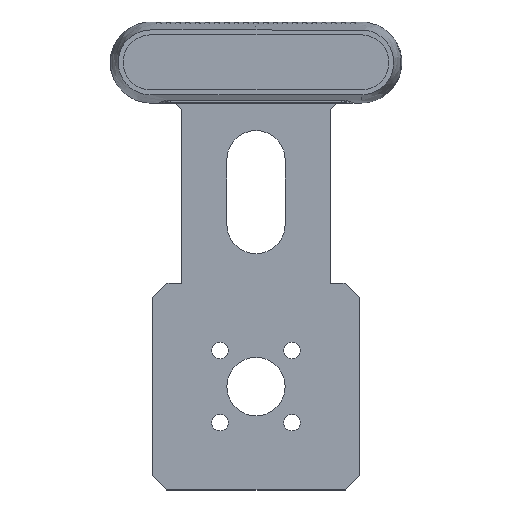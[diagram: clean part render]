
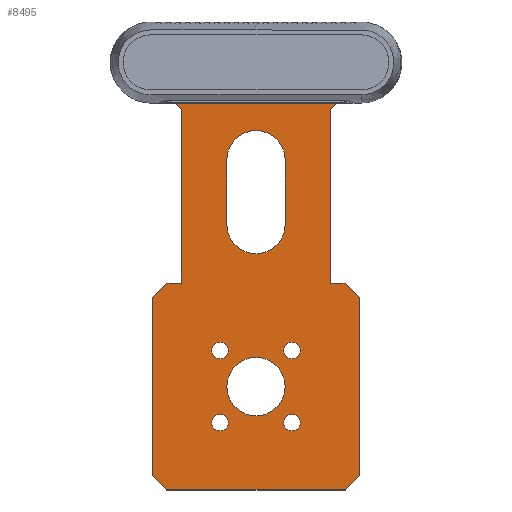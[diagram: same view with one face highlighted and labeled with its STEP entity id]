
A CAD part, top view. The second image highlights one B-rep face of the part: STEP entity #8495.
In plain terms, the highlighted planar face has unit normal (0, 0, 1).
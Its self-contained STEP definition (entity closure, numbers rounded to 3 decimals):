
#616=FACE_BOUND('',#1496,.T.);
#617=FACE_BOUND('',#1497,.T.);
#618=FACE_BOUND('',#1498,.T.);
#619=FACE_BOUND('',#1499,.T.);
#620=FACE_BOUND('',#1500,.T.);
#621=FACE_BOUND('',#1501,.T.);
#622=FACE_BOUND('',#1502,.T.);
#623=FACE_BOUND('',#1503,.T.);
#723=PLANE('',#9057);
#998=FACE_OUTER_BOUND('',#1495,.T.);
#1495=EDGE_LOOP('',(#5970,#5971,#5972,#5973,#5974,#5975,#5976,#5977,#5978,
#5979,#5980,#5981,#5982,#5983,#5984,#5985,#5986,#5987));
#1496=EDGE_LOOP('',(#5988));
#1497=EDGE_LOOP('',(#5989));
#1498=EDGE_LOOP('',(#5990));
#1499=EDGE_LOOP('',(#5991));
#1500=EDGE_LOOP('',(#5992));
#1501=EDGE_LOOP('',(#5993));
#1502=EDGE_LOOP('',(#5994,#5995,#5996,#5997));
#1503=EDGE_LOOP('',(#5998));
#2049=LINE('',#12339,#2747);
#2053=LINE('',#12349,#2751);
#2055=LINE('',#12359,#2753);
#2061=LINE('',#12370,#2759);
#2078=LINE('',#12405,#2776);
#2081=LINE('',#12411,#2779);
#2083=LINE('',#12415,#2781);
#2085=LINE('',#12419,#2783);
#2087=LINE('',#12423,#2785);
#2089=LINE('',#12427,#2787);
#2091=LINE('',#12431,#2789);
#2093=LINE('',#12435,#2791);
#2095=LINE('',#12439,#2793);
#2097=LINE('',#12443,#2795);
#2099=LINE('',#12447,#2797);
#2101=LINE('',#12450,#2799);
#2102=LINE('',#12453,#2800);
#2104=LINE('',#12457,#2802);
#2106=LINE('',#12461,#2804);
#2108=LINE('',#12464,#2806);
#2747=VECTOR('',#9925,10.);
#2751=VECTOR('',#9937,10.);
#2753=VECTOR('',#9947,10.);
#2759=VECTOR('',#9955,10.);
#2776=VECTOR('',#9976,10.);
#2779=VECTOR('',#9981,10.);
#2781=VECTOR('',#9985,10.);
#2783=VECTOR('',#9989,10.);
#2785=VECTOR('',#9993,10.);
#2787=VECTOR('',#9997,10.);
#2789=VECTOR('',#10001,10.);
#2791=VECTOR('',#10005,10.);
#2793=VECTOR('',#10009,10.);
#2795=VECTOR('',#10013,10.);
#2797=VECTOR('',#10017,10.);
#2799=VECTOR('',#10021,10.);
#2800=VECTOR('',#10024,10.);
#2802=VECTOR('',#10028,10.);
#2804=VECTOR('',#10032,10.);
#2806=VECTOR('',#10036,10.);
#3436=CIRCLE('',#9010,2.55);
#3438=CIRCLE('',#9013,2.55);
#3440=CIRCLE('',#9016,1.55);
#3442=CIRCLE('',#9019,2.55);
#3444=CIRCLE('',#9022,2.55);
#3446=CIRCLE('',#9025,1.55);
#3449=CIRCLE('',#9029,9.);
#3451=CIRCLE('',#9033,9.);
#3452=CIRCLE('',#9036,9.);
#3794=VERTEX_POINT('',#12291);
#3796=VERTEX_POINT('',#12297);
#3798=VERTEX_POINT('',#12303);
#3800=VERTEX_POINT('',#12309);
#3802=VERTEX_POINT('',#12315);
#3804=VERTEX_POINT('',#12321);
#3808=VERTEX_POINT('',#12330);
#3809=VERTEX_POINT('',#12332);
#3811=VERTEX_POINT('',#12338);
#3813=VERTEX_POINT('',#12344);
#3814=VERTEX_POINT('',#12351);
#3816=VERTEX_POINT('',#12357);
#3817=VERTEX_POINT('',#12358);
#3821=VERTEX_POINT('',#12368);
#3837=VERTEX_POINT('',#12404);
#3838=VERTEX_POINT('',#12408);
#3839=VERTEX_POINT('',#12410);
#3840=VERTEX_POINT('',#12414);
#3841=VERTEX_POINT('',#12418);
#3842=VERTEX_POINT('',#12422);
#3843=VERTEX_POINT('',#12426);
#3844=VERTEX_POINT('',#12430);
#3845=VERTEX_POINT('',#12434);
#3846=VERTEX_POINT('',#12438);
#3847=VERTEX_POINT('',#12442);
#3848=VERTEX_POINT('',#12446);
#3849=VERTEX_POINT('',#12452);
#3850=VERTEX_POINT('',#12456);
#3851=VERTEX_POINT('',#12460);
#4603=EDGE_CURVE('',#3794,#3794,#3436,.T.);
#4606=EDGE_CURVE('',#3796,#3796,#3438,.T.);
#4609=EDGE_CURVE('',#3798,#3798,#3440,.T.);
#4612=EDGE_CURVE('',#3800,#3800,#3442,.T.);
#4615=EDGE_CURVE('',#3802,#3802,#3444,.T.);
#4618=EDGE_CURVE('',#3804,#3804,#3446,.T.);
#4623=EDGE_CURVE('',#3809,#3808,#3449,.T.);
#4626=EDGE_CURVE('',#3811,#3809,#2049,.T.);
#4629=EDGE_CURVE('',#3813,#3811,#3451,.T.);
#4632=EDGE_CURVE('',#3808,#3813,#2053,.T.);
#4633=EDGE_CURVE('',#3814,#3814,#3452,.T.);
#4636=EDGE_CURVE('',#3816,#3817,#2055,.T.);
#4642=EDGE_CURVE('',#3816,#3821,#2061,.T.);
#4659=EDGE_CURVE('',#3837,#3821,#2078,.T.);
#4662=EDGE_CURVE('',#3839,#3838,#2081,.T.);
#4664=EDGE_CURVE('',#3840,#3839,#2083,.T.);
#4666=EDGE_CURVE('',#3841,#3840,#2085,.T.);
#4668=EDGE_CURVE('',#3842,#3841,#2087,.T.);
#4670=EDGE_CURVE('',#3843,#3842,#2089,.T.);
#4672=EDGE_CURVE('',#3844,#3843,#2091,.T.);
#4674=EDGE_CURVE('',#3845,#3844,#2093,.T.);
#4676=EDGE_CURVE('',#3846,#3845,#2095,.T.);
#4678=EDGE_CURVE('',#3847,#3846,#2097,.T.);
#4680=EDGE_CURVE('',#3848,#3847,#2099,.T.);
#4682=EDGE_CURVE('',#3837,#3848,#2101,.T.);
#4683=EDGE_CURVE('',#3849,#3817,#2102,.T.);
#4685=EDGE_CURVE('',#3850,#3849,#2104,.T.);
#4687=EDGE_CURVE('',#3851,#3850,#2106,.T.);
#4689=EDGE_CURVE('',#3838,#3851,#2108,.T.);
#5970=ORIENTED_EDGE('',*,*,#4636,.F.);
#5971=ORIENTED_EDGE('',*,*,#4642,.T.);
#5972=ORIENTED_EDGE('',*,*,#4659,.F.);
#5973=ORIENTED_EDGE('',*,*,#4682,.T.);
#5974=ORIENTED_EDGE('',*,*,#4680,.T.);
#5975=ORIENTED_EDGE('',*,*,#4678,.T.);
#5976=ORIENTED_EDGE('',*,*,#4676,.T.);
#5977=ORIENTED_EDGE('',*,*,#4674,.T.);
#5978=ORIENTED_EDGE('',*,*,#4672,.T.);
#5979=ORIENTED_EDGE('',*,*,#4670,.T.);
#5980=ORIENTED_EDGE('',*,*,#4668,.T.);
#5981=ORIENTED_EDGE('',*,*,#4666,.T.);
#5982=ORIENTED_EDGE('',*,*,#4664,.T.);
#5983=ORIENTED_EDGE('',*,*,#4662,.T.);
#5984=ORIENTED_EDGE('',*,*,#4689,.T.);
#5985=ORIENTED_EDGE('',*,*,#4687,.T.);
#5986=ORIENTED_EDGE('',*,*,#4685,.T.);
#5987=ORIENTED_EDGE('',*,*,#4683,.T.);
#5988=ORIENTED_EDGE('',*,*,#4603,.T.);
#5989=ORIENTED_EDGE('',*,*,#4606,.T.);
#5990=ORIENTED_EDGE('',*,*,#4609,.T.);
#5991=ORIENTED_EDGE('',*,*,#4612,.T.);
#5992=ORIENTED_EDGE('',*,*,#4615,.T.);
#5993=ORIENTED_EDGE('',*,*,#4618,.T.);
#5994=ORIENTED_EDGE('',*,*,#4629,.T.);
#5995=ORIENTED_EDGE('',*,*,#4626,.T.);
#5996=ORIENTED_EDGE('',*,*,#4623,.T.);
#5997=ORIENTED_EDGE('',*,*,#4632,.T.);
#5998=ORIENTED_EDGE('',*,*,#4633,.T.);
#8495=ADVANCED_FACE('',(#998,#616,#617,#618,#619,#620,#621,#622,#623),#723,
 .T.);
#9010=AXIS2_PLACEMENT_3D('',#12292,#9874,#9875);
#9013=AXIS2_PLACEMENT_3D('',#12298,#9881,#9882);
#9016=AXIS2_PLACEMENT_3D('',#12304,#9888,#9889);
#9019=AXIS2_PLACEMENT_3D('',#12310,#9895,#9896);
#9022=AXIS2_PLACEMENT_3D('',#12316,#9902,#9903);
#9025=AXIS2_PLACEMENT_3D('',#12322,#9909,#9910);
#9029=AXIS2_PLACEMENT_3D('',#12333,#9919,#9920);
#9033=AXIS2_PLACEMENT_3D('',#12345,#9931,#9932);
#9036=AXIS2_PLACEMENT_3D('',#12352,#9940,#9941);
#9057=AXIS2_PLACEMENT_3D('',#12465,#10037,#10038);
#9874=DIRECTION('center_axis',(0.,0.,-1.));
#9875=DIRECTION('ref_axis',(1.,0.,0.));
#9881=DIRECTION('center_axis',(0.,0.,-1.));
#9882=DIRECTION('ref_axis',(1.,0.,0.));
#9888=DIRECTION('center_axis',(0.,0.,-1.));
#9889=DIRECTION('ref_axis',(1.,0.,0.));
#9895=DIRECTION('center_axis',(0.,0.,-1.));
#9896=DIRECTION('ref_axis',(1.,0.,0.));
#9902=DIRECTION('center_axis',(0.,0.,-1.));
#9903=DIRECTION('ref_axis',(1.,0.,0.));
#9909=DIRECTION('center_axis',(0.,0.,-1.));
#9910=DIRECTION('ref_axis',(1.,0.,0.));
#9919=DIRECTION('center_axis',(0.,0.,-1.));
#9920=DIRECTION('ref_axis',(1.,0.,0.));
#9925=DIRECTION('',(0.,1.,0.));
#9931=DIRECTION('center_axis',(0.,0.,-1.));
#9932=DIRECTION('ref_axis',(-1.,0.,0.));
#9937=DIRECTION('',(0.,-1.,0.));
#9940=DIRECTION('center_axis',(0.,0.,-1.));
#9941=DIRECTION('ref_axis',(1.,0.,0.));
#9947=DIRECTION('',(0.707,-0.707,0.));
#9955=DIRECTION('',(-1.,0.,0.));
#9976=DIRECTION('',(0.707,0.707,0.));
#9981=DIRECTION('',(-0.707,0.707,0.));
#9985=DIRECTION('',(0.,1.,0.));
#9989=DIRECTION('',(0.707,0.707,0.));
#9993=DIRECTION('',(1.,0.,0.));
#9997=DIRECTION('',(0.707,-0.707,0.));
#10001=DIRECTION('',(0.,-1.,0.));
#10005=DIRECTION('',(-0.707,-0.707,0.));
#10009=DIRECTION('',(-1.,0.,0.));
#10013=DIRECTION('',(0.,-1.,0.));
#10017=DIRECTION('',(0.707,-0.707,0.));
#10021=DIRECTION('',(0.,-1.,0.));
#10024=DIRECTION('',(0.,1.,0.));
#10028=DIRECTION('',(0.707,0.707,0.));
#10032=DIRECTION('',(0.,1.,0.));
#10036=DIRECTION('',(-1.,0.,0.));
#10037=DIRECTION('center_axis',(0.,0.,1.));
#10038=DIRECTION('ref_axis',(1.,0.,0.));
#12291=CARTESIAN_POINT('',(13.785,43.021,5.));
#12292=CARTESIAN_POINT('Origin',(16.335,43.021,5.));
#12297=CARTESIAN_POINT('',(36.059,43.021,5.));
#12298=CARTESIAN_POINT('Origin',(38.609,43.021,5.));
#12303=CARTESIAN_POINT('',(3.422,131.884,5.));
#12304=CARTESIAN_POINT('Origin',(4.972,131.884,5.));
#12309=CARTESIAN_POINT('',(13.785,20.747,5.));
#12310=CARTESIAN_POINT('Origin',(16.335,20.747,5.));
#12315=CARTESIAN_POINT('',(36.059,20.747,5.));
#12316=CARTESIAN_POINT('Origin',(38.609,20.747,5.));
#12321=CARTESIAN_POINT('',(48.422,131.884,5.));
#12322=CARTESIAN_POINT('Origin',(49.972,131.884,5.));
#12330=CARTESIAN_POINT('',(36.472,101.884,5.));
#12332=CARTESIAN_POINT('',(18.472,101.884,5.));
#12333=CARTESIAN_POINT('Origin',(27.472,101.884,5.));
#12338=CARTESIAN_POINT('',(18.472,81.884,5.));
#12339=CARTESIAN_POINT('',(18.472,76.413,5.));
#12344=CARTESIAN_POINT('',(36.472,81.884,5.));
#12345=CARTESIAN_POINT('Origin',(27.472,81.884,5.));
#12349=CARTESIAN_POINT('',(36.472,86.413,5.));
#12351=CARTESIAN_POINT('',(18.472,31.884,5.));
#12352=CARTESIAN_POINT('Origin',(27.472,31.884,5.));
#12357=CARTESIAN_POINT('',(49.944,141.884,5.));
#12358=CARTESIAN_POINT('',(54.944,136.884,5.));
#12359=CARTESIAN_POINT('',(63.312,128.516,5.));
#12368=CARTESIAN_POINT('',(5.,141.884,5.));
#12370=CARTESIAN_POINT('',(54.944,141.884,5.));
#12404=CARTESIAN_POINT('',(0.,136.884,5.));
#12405=CARTESIAN_POINT('',(-8.367,128.517,5.));
#12408=CARTESIAN_POINT('',(54.944,63.768,5.));
#12410=CARTESIAN_POINT('',(59.356,59.356,5.));
#12411=CARTESIAN_POINT('',(59.356,59.356,5.));
#12414=CARTESIAN_POINT('',(59.356,4.412,5.));
#12415=CARTESIAN_POINT('',(59.356,4.412,5.));
#12418=CARTESIAN_POINT('',(54.944,0.,5.));
#12419=CARTESIAN_POINT('',(54.944,0.,5.));
#12422=CARTESIAN_POINT('',(0.,0.,5.));
#12423=CARTESIAN_POINT('',(0.,0.,5.));
#12426=CARTESIAN_POINT('',(-4.411,4.411,5.));
#12427=CARTESIAN_POINT('',(-4.411,4.411,5.));
#12430=CARTESIAN_POINT('',(-4.411,59.357,5.));
#12431=CARTESIAN_POINT('',(-4.411,59.357,5.));
#12434=CARTESIAN_POINT('',(0.,63.768,5.));
#12435=CARTESIAN_POINT('',(0.,63.768,5.));
#12438=CARTESIAN_POINT('',(4.411,63.768,5.));
#12439=CARTESIAN_POINT('',(54.944,63.768,5.));
#12442=CARTESIAN_POINT('',(4.411,117.473,5.));
#12443=CARTESIAN_POINT('',(4.411,117.473,5.));
#12446=CARTESIAN_POINT('',(0.,121.884,5.));
#12447=CARTESIAN_POINT('',(0.,121.884,5.));
#12450=CARTESIAN_POINT('',(0.,141.884,5.));
#12452=CARTESIAN_POINT('',(54.944,121.884,5.));
#12453=CARTESIAN_POINT('',(54.944,121.884,5.));
#12456=CARTESIAN_POINT('',(50.532,117.472,5.));
#12457=CARTESIAN_POINT('',(50.532,117.472,5.));
#12460=CARTESIAN_POINT('',(50.532,63.768,5.));
#12461=CARTESIAN_POINT('',(50.532,63.768,5.));
#12464=CARTESIAN_POINT('',(54.944,63.768,5.));
#12465=CARTESIAN_POINT('Origin',(27.472,70.942,5.));
